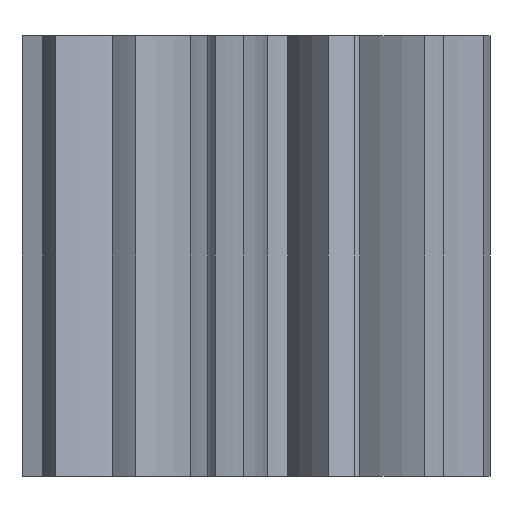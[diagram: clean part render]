
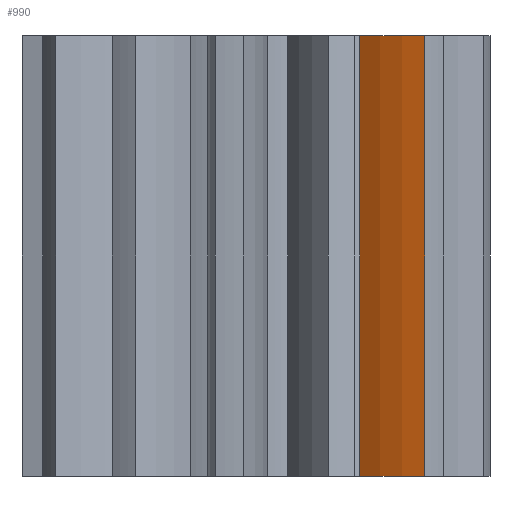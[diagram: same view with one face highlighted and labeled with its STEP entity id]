
A CAD part, left-side view. The second image highlights one B-rep face of the part: STEP entity #990.
In plain terms, the highlighted cylindrical face has radius 5.89 mm (diameter 11.779 mm), a partial arc.
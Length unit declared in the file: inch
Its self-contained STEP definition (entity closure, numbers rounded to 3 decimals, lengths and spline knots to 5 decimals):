
#30=FACE_OUTER_BOUND('',#85,.T.);
#85=EDGE_LOOP('',(#652,#653,#654,#655));
#145=LINE('',#1672,#198);
#146=LINE('',#1678,#199);
#198=VECTOR('',#1299,0.3937);
#199=VECTOR('',#1306,0.3937);
#259=CIRCLE('',#1090,0.23188);
#260=CIRCLE('',#1091,0.23188);
#370=VERTEX_POINT('',#1666);
#372=VERTEX_POINT('',#1670);
#373=VERTEX_POINT('',#1674);
#374=VERTEX_POINT('',#1676);
#485=EDGE_CURVE('',#372,#370,#145,.T.);
#486=EDGE_CURVE('',#370,#373,#259,.T.);
#487=EDGE_CURVE('',#374,#372,#260,.T.);
#488=EDGE_CURVE('',#373,#374,#146,.T.);
#652=ORIENTED_EDGE('',*,*,#486,.F.);
#653=ORIENTED_EDGE('',*,*,#485,.F.);
#654=ORIENTED_EDGE('',*,*,#487,.F.);
#655=ORIENTED_EDGE('',*,*,#488,.F.);
#937=CYLINDRICAL_SURFACE('',#1089,0.23188);
#990=ADVANCED_FACE('',(#30),#937,.T.);
#1089=AXIS2_PLACEMENT_3D('',#1673,#1300,#1301);
#1090=AXIS2_PLACEMENT_3D('',#1675,#1302,#1303);
#1091=AXIS2_PLACEMENT_3D('',#1677,#1304,#1305);
#1299=DIRECTION('',(0.,0.,1.));
#1300=DIRECTION('center_axis',(0.,0.,1.));
#1301=DIRECTION('ref_axis',(-0.945,0.326,0.));
#1302=DIRECTION('center_axis',(0.,0.,1.));
#1303=DIRECTION('ref_axis',(-0.945,0.326,0.));
#1304=DIRECTION('center_axis',(0.,0.,-1.));
#1305=DIRECTION('ref_axis',(-0.945,0.326,0.));
#1306=DIRECTION('',(0.,0.,-1.));
#1666=CARTESIAN_POINT('',(-0.1476,-0.11563,0.5));
#1670=CARTESIAN_POINT('',(-0.1476,-0.11563,0.));
#1672=CARTESIAN_POINT('',(-0.1476,-0.11563,0.));
#1673=CARTESIAN_POINT('Origin',(0.02983,-0.26492,0.));
#1674=CARTESIAN_POINT('',(-0.1894,-0.1894,0.5));
#1675=CARTESIAN_POINT('Origin',(0.02983,-0.26492,0.5));
#1676=CARTESIAN_POINT('',(-0.1894,-0.1894,0.));
#1677=CARTESIAN_POINT('Origin',(0.02983,-0.26492,0.));
#1678=CARTESIAN_POINT('',(-0.1894,-0.1894,0.));
